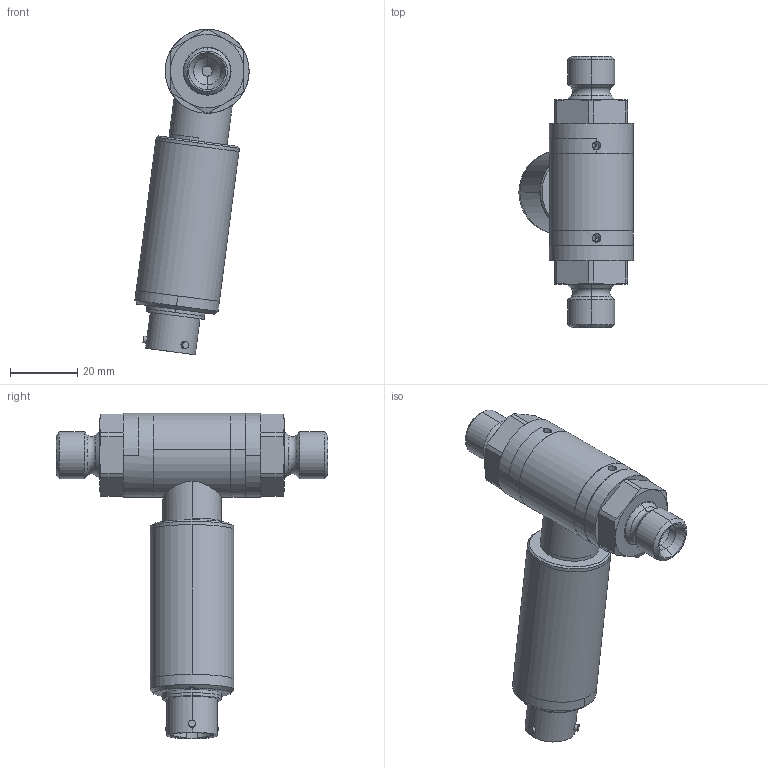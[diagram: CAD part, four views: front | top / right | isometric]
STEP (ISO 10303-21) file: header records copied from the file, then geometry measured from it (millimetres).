
FILE_DESCRIPTION((''),'2;1');
FILE_NAME('UNIK5065-TD-A2-CB-H0-WWDIFF2','2024-08-08T13:44:51',('KINGNAT'),(''),'CREO PARAMETRIC BY PTC INC, 2020414','CREO PARAMETRIC BY PTC INC, 2020414','');
FILE_SCHEMA(('CONFIG_CONTROL_DESIGN'));
Length unit declared in the file: millimetre
Products named in the file (1): UNIK5065-TD-A2-CB-H0-WWDIFF2
Bounding box: 34.07 x 81 x 97.02 mm (x, y, z)
Volume: 26493.5 mm3; surface area: 24886 mm2
Topology: 2 solids, 2 shells, 472 faces, 1128 edges, 714 vertices
Faces by surface type: cylinder 201, plane 148, torus 62, cone 61
Entity records: 15553 total; most frequent: CARTESIAN_POINT 4155, DIRECTION 2585, ORIENTED_EDGE 2248, EDGE_CURVE 1124, AXIS2_PLACEMENT_3D 1066, VERTEX_POINT 714, CIRCLE 594, EDGE_LOOP 546
